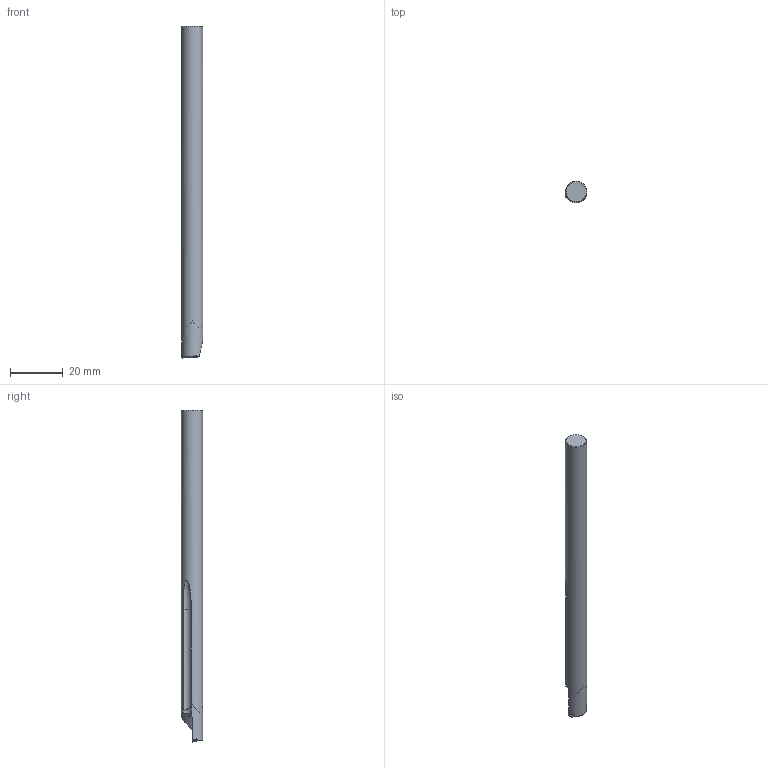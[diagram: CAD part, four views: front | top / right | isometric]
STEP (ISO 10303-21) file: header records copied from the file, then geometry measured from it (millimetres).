
FILE_DESCRIPTION(/* description */ (''),/* implementation_level */ '2;1');
FILE_NAME(/* name */ '1526652200973.stp',/* time_stamp */ '2018-05-18T16:03:32+02:00',/* author */ (''),/* organization */ ('SMS'),/* preprocessor_version */ 'ST-DEVELOPER v15',/* originating_system */ 'SIEMENS PLM Software NX 8.5',/* authorisation */ '');
FILE_SCHEMA (('AUTOMOTIVE_DESIGN { 1 0 10303 214 3 1 1 1 }'));
Length unit declared in the file: millimetre
Products named in the file (4): ASSEMBLY_CONSTRUCTION; 201662656mod000_01; 201659980mod000_00; 201659979mod000_00
Assembly tree (3 placements, depth 2):
  201659979mod000_00
    201659980mod000_00
    201662656mod000_01
    ASSEMBLY_CONSTRUCTION
Bounding box: 8.19 x 7.99 x 125.41 mm (x, y, z)
Volume: 5870.7 mm3; surface area: 3299.7 mm2
Topology: 2 solids, 2 shells, 53 faces, 138 edges, 96 vertices
Faces by surface type: plane 31, cylinder 9, cone 8, torus 4, bspline 1
Full cylindrical faces by diameter (mm): 2.2 x2, 7.99 x1
Entity records: 1939 total; most frequent: CARTESIAN_POINT 487, DIRECTION 295, ORIENTED_EDGE 256, EDGE_CURVE 128, AXIS2_PLACEMENT_3D 121, VERTEX_POINT 88, EDGE_LOOP 64, ADVANCED_FACE 53
